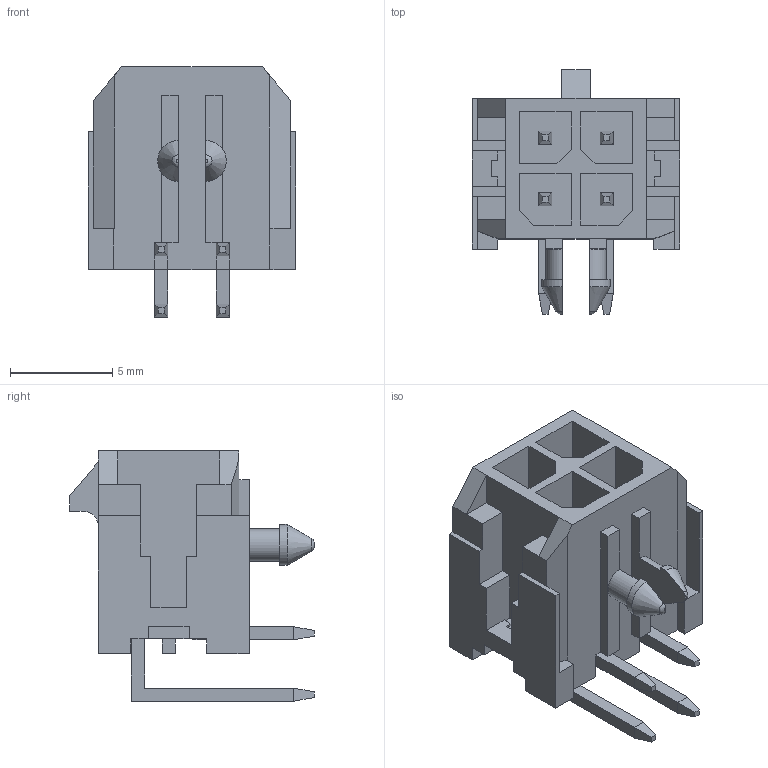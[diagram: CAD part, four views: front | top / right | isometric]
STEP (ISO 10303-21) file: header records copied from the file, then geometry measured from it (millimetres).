
FILE_DESCRIPTION((''),'2;1');
FILE_NAME('430450401','2014-09-03T',('me'),(''),'PRO/ENGINEER BY PARAMETRIC TECHNOLOGY CORPORATION, 2011490','PRO/ENGINEER BY PARAMETRIC TECHNOLOGY CORPORATION, 2011490','');
FILE_SCHEMA(('CONFIG_CONTROL_DESIGN'));
Length unit declared in the file: millimetre
Products named in the file (1): 430450401
Bounding box: 10.15 x 11.95 x 12.24 mm (x, y, z)
Volume: 442.7 mm3; surface area: 976.1 mm2
Topology: 1 solids, 1 shells, 267 faces, 708 edges, 455 vertices
Faces by surface type: plane 258, cylinder 5, cone 2, bspline 2
Entity records: 8105 total; most frequent: CARTESIAN_POINT 1467, ORIENTED_EDGE 1386, DIRECTION 1272, EDGE_CURVE 693, VECTOR 676, LINE 676, VERTEX_POINT 437, AXIS2_PLACEMENT_3D 298
